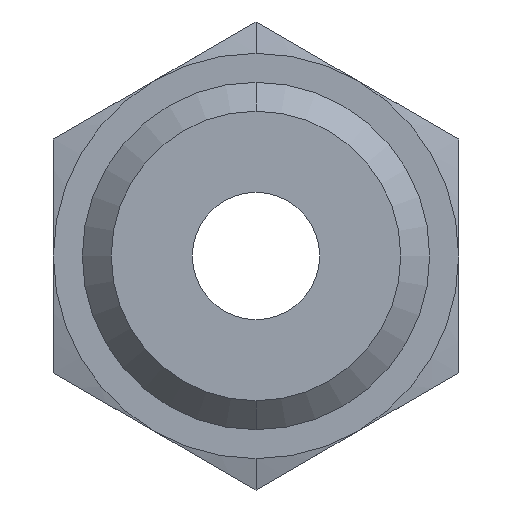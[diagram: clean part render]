
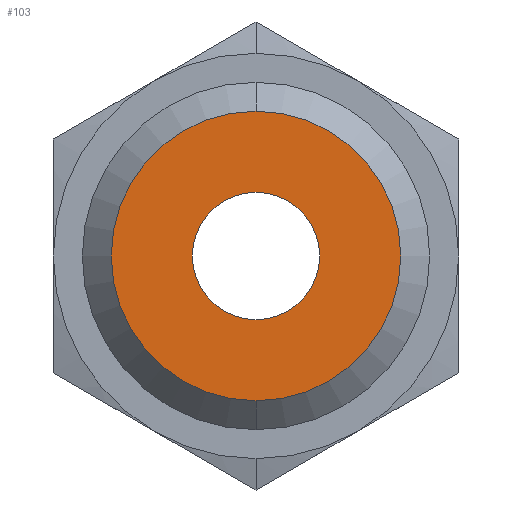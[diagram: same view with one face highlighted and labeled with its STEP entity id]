
A CAD part, front view. The second image highlights one B-rep face of the part: STEP entity #103.
In plain terms, the highlighted planar face has unit normal (0, -1, 0).
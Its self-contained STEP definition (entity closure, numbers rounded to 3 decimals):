
#103=ADVANCED_FACE('',(#221,#222),#223,.F.);
#221=FACE_OUTER_BOUND('',#350,.T.);
#222=FACE_BOUND('',#351,.T.);
#223=PLANE('',#352);
#350=EDGE_LOOP('',(#590,#591));
#351=EDGE_LOOP('',(#592,#593));
#352=AXIS2_PLACEMENT_3D('',#594,#595,#596);
#590=ORIENTED_EDGE('',*,*,#827,.T.);
#591=ORIENTED_EDGE('',*,*,#738,.T.);
#592=ORIENTED_EDGE('',*,*,#825,.T.);
#593=ORIENTED_EDGE('',*,*,#769,.T.);
#594=CARTESIAN_POINT('',(3.0,-12.0,0.0));
#595=DIRECTION('',(0.,1.0,0.0));
#596=DIRECTION('',(0.0,0.0,1.0));
#738=EDGE_CURVE('',#865,#866,#867,.T.);
#769=EDGE_CURVE('',#918,#919,#920,.T.);
#825=EDGE_CURVE('',#919,#918,#994,.T.);
#827=EDGE_CURVE('',#866,#865,#996,.T.);
#865=VERTEX_POINT('',#1042);
#866=VERTEX_POINT('',#1043);
#867=CIRCLE('',#1044,2.5);
#918=VERTEX_POINT('',#1113);
#919=VERTEX_POINT('',#1114);
#920=CIRCLE('',#1115,1.1);
#994=CIRCLE('',#1257,1.1);
#996=CIRCLE('',#1259,2.5);
#1042=CARTESIAN_POINT('',(0.,-12.0,-2.5));
#1043=CARTESIAN_POINT('',(0.,-12.0,2.5));
#1044=AXIS2_PLACEMENT_3D('',#1290,#1291,#1292);
#1113=CARTESIAN_POINT('',(0.,-12.0,-1.1));
#1114=CARTESIAN_POINT('',(0.,-12.0,1.1));
#1115=AXIS2_PLACEMENT_3D('',#1332,#1333,#1334);
#1257=AXIS2_PLACEMENT_3D('',#1394,#1395,#1396);
#1259=AXIS2_PLACEMENT_3D('',#1397,#1398,#1399);
#1290=CARTESIAN_POINT('',(0.,-12.0,0.0));
#1291=DIRECTION('',(0.,-1.0,0.0));
#1292=DIRECTION('',(0.0,0.0,1.0));
#1332=CARTESIAN_POINT('',(0.,-12.0,0.0));
#1333=DIRECTION('',(0.,1.0,0.0));
#1334=DIRECTION('',(0.0,0.0,1.0));
#1394=CARTESIAN_POINT('',(0.,-12.0,0.0));
#1395=DIRECTION('',(0.,1.0,0.0));
#1396=DIRECTION('',(0.0,0.0,1.0));
#1397=CARTESIAN_POINT('',(0.,-12.0,0.0));
#1398=DIRECTION('',(0.,-1.0,0.0));
#1399=DIRECTION('',(0.0,0.0,1.0));
